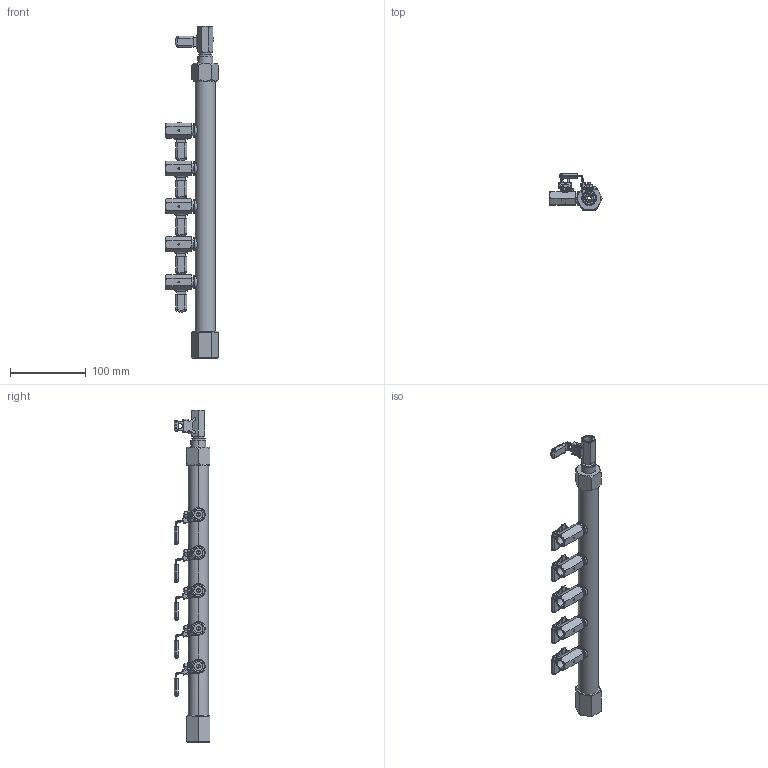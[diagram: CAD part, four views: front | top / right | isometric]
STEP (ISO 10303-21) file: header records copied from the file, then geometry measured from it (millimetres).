
FILE_DESCRIPTION (( 'STEP AP214' ), '1' );
FILE_NAME ('AH34RP5L-14RVSL AH34 Series 5 Way LH Air Manifold - Venting.STEP', '2024-10-28T19:31:37', ( '' ), ( '' ), 'SwSTEP 2.0', 'SolidWorks 2022', '' );
FILE_SCHEMA (( 'AUTOMOTIVE_DESIGN' ));
Length unit declared in the file: millimetre
Products named in the file (19): Lever; D1T-HL red sleeve_D1T-HL Closed; D1T-HL Handle Cover; White letter colouring block; D1T-HL Valve Body_Venting; BACK_P; STEM; D1T-HL red sleeve_Venting Iso; AH34RPSL-14RVSL 5-Way LH Manifold; AH34RP5L-14RVSL AH34 Series 5 Way LH Air Manifold - Venting; Manifold Adaptor; 5mm Nylon Washer; 5mm SS Lock Washer; 3-4 BSPT Coupler; SLIDE_LOCK; 5mm SS Washer; m5 Nut; D1T-HL Valve Body; F-CAP
Assembly tree (35 placements, depth 3):
  AH34RP5L-14RVSL AH34 Series 5 Way LH Air Manifold - Venting
    AH34RPSL-14RVSL 5-Way LH Manifold
    Manifold Adaptor
    D1T-HL red sleeve_D1T-HL Closed
      D1T-HL Valve Body
      STEM
      BACK_P
      F-CAP
      SLIDE_LOCK
      Lever
      5mm Nylon Washer
      5mm SS Washer  x2
      5mm SS Lock Washer
      m5 Nut
      D1T-HL Handle Cover
      White letter colouring block
    D1T-HL red sleeve_Venting Iso  x5
      D1T-HL Valve Body_Venting
      STEM
      BACK_P
      F-CAP
      SLIDE_LOCK
      Lever
      5mm Nylon Washer
      5mm SS Washer
      5mm SS Lock Washer
      m5 Nut
      D1T-HL Handle Cover
      White letter colouring block
    3-4 BSPT Coupler
Bounding box: 70.05 x 47.35 x 438 mm (x, y, z)
Volume: 185883.4 mm3; surface area: 137984.5 mm2
Topology: 99 solids, 99 shells, 3443 faces, 8748 edges, 5618 vertices
Faces by surface type: plane 1575, cylinder 879, bspline 571, torus 312, cone 106
Entity records: 44564 total; most frequent: CARTESIAN_POINT 20258, ORIENTED_EDGE 4574, DIRECTION 3761, EDGE_CURVE 2287, VERTEX_POINT 1468, AXIS2_PLACEMENT_3D 1296, VECTOR 1169, LINE 1169
